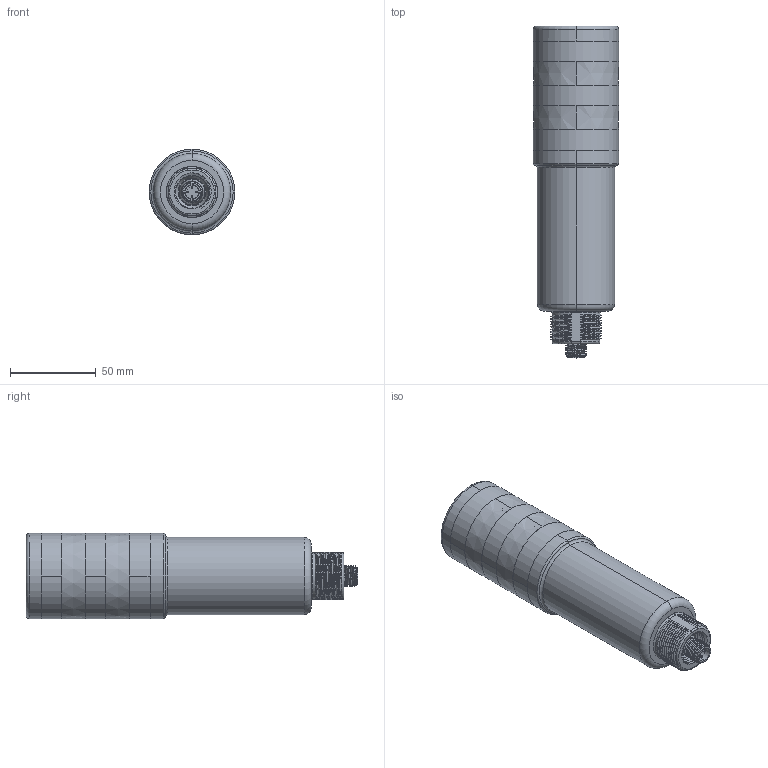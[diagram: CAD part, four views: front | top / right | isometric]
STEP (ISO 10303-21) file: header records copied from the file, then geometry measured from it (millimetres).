
FILE_DESCRIPTION((''),'2;1');
FILE_NAME('168292_ASM','2014-06-26T',('pdmadmin'),(''),'PRO/ENGINEER BY PARAMETRIC TECHNOLOGY CORPORATION, 2013230','PRO/ENGINEER BY PARAMETRIC TECHNOLOGY CORPORATION, 2013230','');
FILE_SCHEMA(('CONFIG_CONTROL_DESIGN'));
Products named in the file (8): 163979; 141960; 08427_NO_ORING; 158231_WEB; 158948; 158946; 154300; 168292_ASM
Assembly tree (10 placements, depth 2):
  168292_ASM
    163979
    141960
    08427_NO_ORING
    158231_WEB  x3
    158948  x2
    158946
    154300
Bounding box: 50 x 193.75 x 50 mm (x, y, z)
Volume: 106680.8 mm3; surface area: 96290.8 mm2
Topology: 10 solids, 10 shells, 1506 faces, 3738 edges, 2349 vertices
Faces by surface type: plane 522, cylinder 396, bspline 278, cone 138, torus 100, sphere 72
Entity records: 86394 total; most frequent: CARTESIAN_POINT 60823, ORIENTED_EDGE 5644, DIRECTION 4826, EDGE_CURVE 2822, AXIS2_PLACEMENT_3D 1912, VERTEX_POINT 1745, EDGE_LOOP 1233, FACE_OUTER_BOUND 1157
